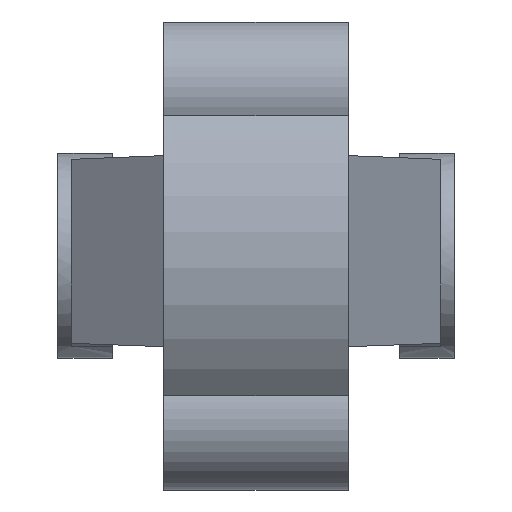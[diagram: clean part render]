
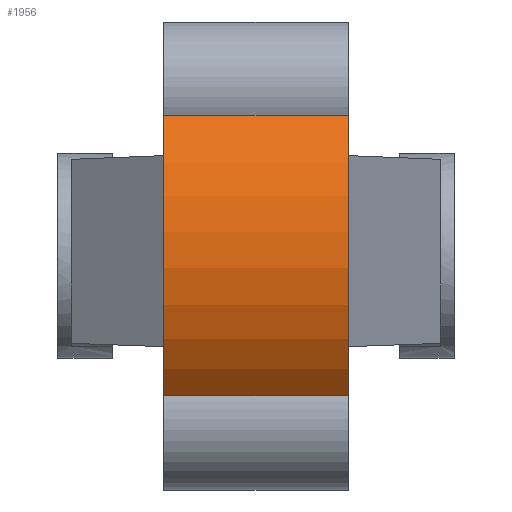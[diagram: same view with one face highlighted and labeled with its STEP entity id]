
A CAD part, left-side view. The second image highlights one B-rep face of the part: STEP entity #1956.
In plain terms, the highlighted free-form (B-spline) face has degree [2, 1] with [3, 2] control points.
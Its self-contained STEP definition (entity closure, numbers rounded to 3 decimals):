
#735 = VERTEX_POINT('',#736);
#736 = CARTESIAN_POINT('',(-31.383,18.21,
    -27.635));
#750 = VERTEX_POINT('',#751);
#751 = CARTESIAN_POINT('',(-31.383,-18.21,
    -27.635));
#757 = EDGE_CURVE('',#735,#750,#758,.T.);
#758 = B_SPLINE_CURVE_WITH_KNOTS('',1,(#759,#760),.UNSPECIFIED.,.F.,.F.,
  (2,2),(-0.,27.),.PIECEWISE_BEZIER_KNOTS.);
#759 = CARTESIAN_POINT('',(-31.383,18.21,
    -27.635));
#760 = CARTESIAN_POINT('',(-31.383,-18.21,
    -27.635));
#1956 = ADVANCED_FACE('',(#1957),#1981,.T.);
#1957 = FACE_BOUND('',#1958,.T.);
#1958 = EDGE_LOOP('',(#1959,#1967,#1974,#1980));
#1959 = ORIENTED_EDGE('',*,*,#1960,.T.);
#1960 = EDGE_CURVE('',#750,#1961,#1963,.T.);
#1961 = VERTEX_POINT('',#1962);
#1962 = CARTESIAN_POINT('',(-31.383,-18.21,
    27.635));
#1963 = ( BOUNDED_CURVE() B_SPLINE_CURVE(2,(#1964,#1965,#1966),
.UNSPECIFIED.,.F.,.F.) B_SPLINE_CURVE_WITH_KNOTS((3,3),(3.99,
5.434),.PIECEWISE_BEZIER_KNOTS.) CURVE() 
GEOMETRIC_REPRESENTATION_ITEM() RATIONAL_B_SPLINE_CURVE((1.,
0.75,1.)) REPRESENTATION_ITEM('') );
#1964 = CARTESIAN_POINT('',(-31.383,-18.21,
    -27.635));
#1965 = CARTESIAN_POINT('',(-55.718,-18.21,
    0.));
#1966 = CARTESIAN_POINT('',(-31.383,-18.21,
    27.635));
#1967 = ORIENTED_EDGE('',*,*,#1968,.F.);
#1968 = EDGE_CURVE('',#1969,#1961,#1971,.T.);
#1969 = VERTEX_POINT('',#1970);
#1970 = CARTESIAN_POINT('',(-31.383,18.21,
    27.635));
#1971 = B_SPLINE_CURVE_WITH_KNOTS('',1,(#1972,#1973),.UNSPECIFIED.,.F.,
  .F.,(2,2),(-0.,27.),.PIECEWISE_BEZIER_KNOTS.);
#1972 = CARTESIAN_POINT('',(-31.383,18.21,
    27.635));
#1973 = CARTESIAN_POINT('',(-31.383,-18.21,
    27.635));
#1974 = ORIENTED_EDGE('',*,*,#1975,.F.);
#1975 = EDGE_CURVE('',#735,#1969,#1976,.T.);
#1976 = ( BOUNDED_CURVE() B_SPLINE_CURVE(2,(#1977,#1978,#1979),
.UNSPECIFIED.,.F.,.F.) B_SPLINE_CURVE_WITH_KNOTS((3,3),(3.99,
5.434),.PIECEWISE_BEZIER_KNOTS.) CURVE() 
GEOMETRIC_REPRESENTATION_ITEM() RATIONAL_B_SPLINE_CURVE((1.,
0.75,1.)) REPRESENTATION_ITEM('') );
#1977 = CARTESIAN_POINT('',(-31.383,18.21,
    -27.635));
#1978 = CARTESIAN_POINT('',(-55.718,18.21,
    0.));
#1979 = CARTESIAN_POINT('',(-31.383,18.21,
    27.635));
#1980 = ORIENTED_EDGE('',*,*,#757,.T.);
#1981 = ( BOUNDED_SURFACE() B_SPLINE_SURFACE(2,1,(
    (#1982,#1983)
    ,(#1984,#1985)
    ,(#1986,#1987
)),.UNSPECIFIED.,.F.,.F.,.F.) B_SPLINE_SURFACE_WITH_KNOTS((3,3),(2,2),(
    3.99,5.434),(0.,27.),.PIECEWISE_BEZIER_KNOTS.) 
GEOMETRIC_REPRESENTATION_ITEM() RATIONAL_B_SPLINE_SURFACE((
    (1.,1.)
    ,(0.75,0.75)
,(1.,1.))) REPRESENTATION_ITEM('') SURFACE() );
#1982 = CARTESIAN_POINT('',(-31.383,18.21,
    27.635));
#1983 = CARTESIAN_POINT('',(-31.383,-18.21,
    27.635));
#1984 = CARTESIAN_POINT('',(-55.718,18.21,
    0.));
#1985 = CARTESIAN_POINT('',(-55.718,-18.21,
    0.));
#1986 = CARTESIAN_POINT('',(-31.383,18.21,
    -27.635));
#1987 = CARTESIAN_POINT('',(-31.383,-18.21,
    -27.635));
